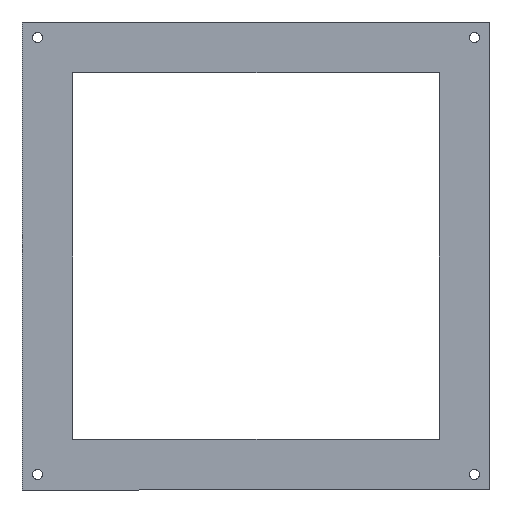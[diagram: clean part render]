
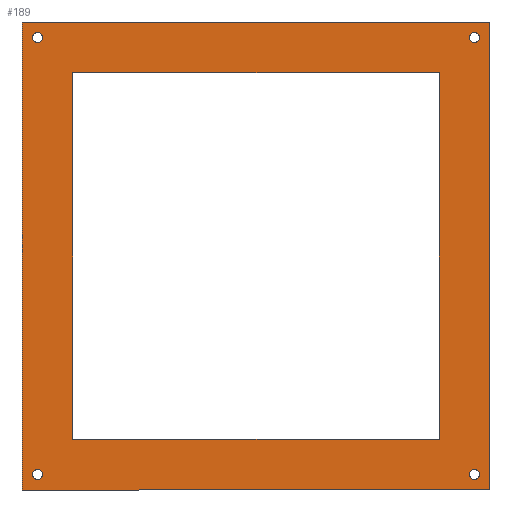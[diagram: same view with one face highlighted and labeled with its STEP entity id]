
A CAD part, front view. The second image highlights one B-rep face of the part: STEP entity #189.
In plain terms, the highlighted planar face has unit normal (0, -1, 0).
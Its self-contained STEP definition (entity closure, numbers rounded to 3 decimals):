
#18 = DIRECTION ( 'NONE',  ( 0., 1., 0. ) ) ;
#20 = VECTOR ( 'NONE', #371, 1000. ) ;
#30 = DIRECTION ( 'NONE',  ( 0., 0., 1. ) ) ;
#42 = FACE_BOUND ( 'NONE', #286, .T. ) ;
#44 = CARTESIAN_POINT ( 'NONE',  ( 10., 0., -286.75 ) ) ;
#52 = EDGE_CURVE ( 'NONE', #183, #365, #137, .T. ) ;
#53 = CARTESIAN_POINT ( 'NONE',  ( 290., 0., -286.75 ) ) ;
#55 = VERTEX_POINT ( 'NONE', #141 ) ;
#58 = ORIENTED_EDGE ( 'NONE', *, *, #268, .T. ) ;
#63 = CARTESIAN_POINT ( 'NONE',  ( 300., 0., 0. ) ) ;
#65 = LINE ( 'NONE', #599, #493 ) ;
#67 = ORIENTED_EDGE ( 'NONE', *, *, #52, .T. ) ;
#74 = CIRCLE ( 'NONE', #508, 3.25 ) ;
#77 = ORIENTED_EDGE ( 'NONE', *, *, #675, .T. ) ;
#88 = CARTESIAN_POINT ( 'NONE',  ( 0., 0., -300. ) ) ;
#93 = CARTESIAN_POINT ( 'NONE',  ( 0., 0., 0. ) ) ;
#107 = FACE_BOUND ( 'NONE', #524, .T. ) ;
#114 = LINE ( 'NONE', #698, #479 ) ;
#117 = DIRECTION ( 'NONE',  ( 1., 0., 0. ) ) ;
#119 = DIRECTION ( 'NONE',  ( -1., 0., 0. ) ) ;
#131 = EDGE_CURVE ( 'NONE', #488, #742, #718, .T. ) ;
#137 = LINE ( 'NONE', #491, #20 ) ;
#141 = CARTESIAN_POINT ( 'NONE',  ( 0., 0., -300. ) ) ;
#145 = AXIS2_PLACEMENT_3D ( 'NONE', #93, #168, #460 ) ;
#154 = VERTEX_POINT ( 'NONE', #632 ) ;
#155 = DIRECTION ( 'NONE',  ( 0., 1., 0. ) ) ;
#157 = ORIENTED_EDGE ( 'NONE', *, *, #537, .T. ) ;
#161 = VECTOR ( 'NONE', #737, 1000. ) ;
#163 = CARTESIAN_POINT ( 'NONE',  ( 0., 0., 0. ) ) ;
#164 = FACE_BOUND ( 'NONE', #756, .T. ) ;
#168 = DIRECTION ( 'NONE',  ( 0., 1., 0. ) ) ;
#173 = CIRCLE ( 'NONE', #604, 3.25 ) ;
#183 = VERTEX_POINT ( 'NONE', #338 ) ;
#189 = ADVANCED_FACE ( 'NONE', ( #164, #42, #680, #107, #623, #345 ), #281, .F. ) ;
#194 = CARTESIAN_POINT ( 'NONE',  ( 290., 0., -293.25 ) ) ;
#199 = VECTOR ( 'NONE', #332, 1000. ) ;
#211 = DIRECTION ( 'NONE',  ( 0., 1., 0. ) ) ;
#212 = AXIS2_PLACEMENT_3D ( 'NONE', #351, #595, #711 ) ;
#214 = CARTESIAN_POINT ( 'NONE',  ( 32.5, 0., -32.5 ) ) ;
#225 = CIRCLE ( 'NONE', #736, 3.25 ) ;
#227 = ORIENTED_EDGE ( 'NONE', *, *, #404, .T. ) ;
#233 = VERTEX_POINT ( 'NONE', #587 ) ;
#242 = DIRECTION ( 'NONE',  ( 0., 0., 1. ) ) ;
#248 = CARTESIAN_POINT ( 'NONE',  ( 10., 0., -10. ) ) ;
#262 = ORIENTED_EDGE ( 'NONE', *, *, #272, .T. ) ;
#265 = EDGE_CURVE ( 'NONE', #327, #672, #294, .T. ) ;
#268 = EDGE_CURVE ( 'NONE', #233, #551, #74, .T. ) ;
#272 = EDGE_CURVE ( 'NONE', #496, #380, #441, .T. ) ;
#275 = AXIS2_PLACEMENT_3D ( 'NONE', #746, #155, #622 ) ;
#281 = PLANE ( 'NONE',  #145 ) ;
#286 = EDGE_LOOP ( 'NONE', ( #456, #157 ) ) ;
#288 = CARTESIAN_POINT ( 'NONE',  ( 32.5, 0., 0. ) ) ;
#294 = LINE ( 'NONE', #63, #571 ) ;
#300 = ORIENTED_EDGE ( 'NONE', *, *, #540, .T. ) ;
#308 = AXIS2_PLACEMENT_3D ( 'NONE', #583, #532, #465 ) ;
#312 = CARTESIAN_POINT ( 'NONE',  ( 290., 0., -290. ) ) ;
#325 = LINE ( 'NONE', #560, #161 ) ;
#327 = VERTEX_POINT ( 'NONE', #640 ) ;
#332 = DIRECTION ( 'NONE',  ( 1., 0., 0. ) ) ;
#338 = CARTESIAN_POINT ( 'NONE',  ( 267.5, 0., -32.5 ) ) ;
#340 = LINE ( 'NONE', #88, #199 ) ;
#342 = ORIENTED_EDGE ( 'NONE', *, *, #753, .T. ) ;
#344 = CARTESIAN_POINT ( 'NONE',  ( 10., 0., -293.25 ) ) ;
#345 = FACE_OUTER_BOUND ( 'NONE', #452, .T. ) ;
#347 = ORIENTED_EDGE ( 'NONE', *, *, #617, .T. ) ;
#349 = EDGE_CURVE ( 'NONE', #365, #154, #114, .T. ) ;
#351 = CARTESIAN_POINT ( 'NONE',  ( 290., 0., -10. ) ) ;
#360 = CIRCLE ( 'NONE', #308, 3.25 ) ;
#363 = ORIENTED_EDGE ( 'NONE', *, *, #400, .T. ) ;
#365 = VERTEX_POINT ( 'NONE', #760 ) ;
#371 = DIRECTION ( 'NONE',  ( 0., 0., -1. ) ) ;
#375 = EDGE_LOOP ( 'NONE', ( #227, #58 ) ) ;
#380 = VERTEX_POINT ( 'NONE', #438 ) ;
#400 = EDGE_CURVE ( 'NONE', #742, #488, #475, .T. ) ;
#404 = EDGE_CURVE ( 'NONE', #551, #233, #225, .T. ) ;
#405 = EDGE_CURVE ( 'NONE', #644, #55, #65, .T. ) ;
#427 = CARTESIAN_POINT ( 'NONE',  ( 10., 0., -10. ) ) ;
#429 = ORIENTED_EDGE ( 'NONE', *, *, #405, .T. ) ;
#431 = DIRECTION ( 'NONE',  ( 0., 1., 0. ) ) ;
#438 = CARTESIAN_POINT ( 'NONE',  ( 290., 0., -6.75 ) ) ;
#440 = ORIENTED_EDGE ( 'NONE', *, *, #131, .T. ) ;
#441 = CIRCLE ( 'NONE', #212, 3.25 ) ;
#452 = EDGE_LOOP ( 'NONE', ( #347, #745, #596, #429 ) ) ;
#456 = ORIENTED_EDGE ( 'NONE', *, *, #722, .T. ) ;
#460 = DIRECTION ( 'NONE',  ( 0., 0., 1. ) ) ;
#465 = DIRECTION ( 'NONE',  ( 0., 0., 1. ) ) ;
#469 = DIRECTION ( 'NONE',  ( 0., 0., 1. ) ) ;
#475 = CIRCLE ( 'NONE', #489, 3.25 ) ;
#476 = LINE ( 'NONE', #651, #556 ) ;
#479 = VECTOR ( 'NONE', #119, 1000. ) ;
#488 = VERTEX_POINT ( 'NONE', #194 ) ;
#489 = AXIS2_PLACEMENT_3D ( 'NONE', #312, #431, #674 ) ;
#491 = CARTESIAN_POINT ( 'NONE',  ( 267.5, 0., 0. ) ) ;
#492 = ORIENTED_EDGE ( 'NONE', *, *, #349, .T. ) ;
#493 = VECTOR ( 'NONE', #497, 1000. ) ;
#496 = VERTEX_POINT ( 'NONE', #552 ) ;
#497 = DIRECTION ( 'NONE',  ( 0., 0., -1. ) ) ;
#508 = AXIS2_PLACEMENT_3D ( 'NONE', #248, #533, #242 ) ;
#519 = CARTESIAN_POINT ( 'NONE',  ( 10., 0., -6.75 ) ) ;
#524 = EDGE_LOOP ( 'NONE', ( #300, #262 ) ) ;
#532 = DIRECTION ( 'NONE',  ( 0., 1., 0. ) ) ;
#533 = DIRECTION ( 'NONE',  ( 0., 1., 0. ) ) ;
#537 = EDGE_CURVE ( 'NONE', #706, #538, #173, .T. ) ;
#538 = VERTEX_POINT ( 'NONE', #44 ) ;
#540 = EDGE_CURVE ( 'NONE', #380, #496, #724, .T. ) ;
#551 = VERTEX_POINT ( 'NONE', #519 ) ;
#552 = CARTESIAN_POINT ( 'NONE',  ( 290., 0., -13.25 ) ) ;
#556 = VECTOR ( 'NONE', #117, 1000. ) ;
#558 = VERTEX_POINT ( 'NONE', #214 ) ;
#560 = CARTESIAN_POINT ( 'NONE',  ( 0., 0., 0. ) ) ;
#563 = EDGE_CURVE ( 'NONE', #644, #327, #325, .T. ) ;
#571 = VECTOR ( 'NONE', #705, 1000. ) ;
#572 = CARTESIAN_POINT ( 'NONE',  ( 300., 0., -300. ) ) ;
#583 = CARTESIAN_POINT ( 'NONE',  ( 10., 0., -290. ) ) ;
#587 = CARTESIAN_POINT ( 'NONE',  ( 10., 0., -13.25 ) ) ;
#590 = LINE ( 'NONE', #288, #631 ) ;
#595 = DIRECTION ( 'NONE',  ( 0., 1., 0. ) ) ;
#596 = ORIENTED_EDGE ( 'NONE', *, *, #563, .F. ) ;
#599 = CARTESIAN_POINT ( 'NONE',  ( 0., 0., 0. ) ) ;
#604 = AXIS2_PLACEMENT_3D ( 'NONE', #686, #732, #30 ) ;
#617 = EDGE_CURVE ( 'NONE', #55, #672, #340, .T. ) ;
#622 = DIRECTION ( 'NONE',  ( 0., 0., 1. ) ) ;
#623 = FACE_BOUND ( 'NONE', #375, .T. ) ;
#631 = VECTOR ( 'NONE', #469, 1000. ) ;
#632 = CARTESIAN_POINT ( 'NONE',  ( 32.5, 0., -267.5 ) ) ;
#637 = EDGE_LOOP ( 'NONE', ( #363, #440 ) ) ;
#640 = CARTESIAN_POINT ( 'NONE',  ( 300., 0., 0. ) ) ;
#644 = VERTEX_POINT ( 'NONE', #163 ) ;
#651 = CARTESIAN_POINT ( 'NONE',  ( 0., 0., -32.5 ) ) ;
#665 = DIRECTION ( 'NONE',  ( 0., 0., 1. ) ) ;
#672 = VERTEX_POINT ( 'NONE', #572 ) ;
#674 = DIRECTION ( 'NONE',  ( 0., 0., 1. ) ) ;
#675 = EDGE_CURVE ( 'NONE', #154, #558, #590, .T. ) ;
#680 = FACE_BOUND ( 'NONE', #637, .T. ) ;
#686 = CARTESIAN_POINT ( 'NONE',  ( 10., 0., -290. ) ) ;
#694 = CARTESIAN_POINT ( 'NONE',  ( 290., 0., -290. ) ) ;
#698 = CARTESIAN_POINT ( 'NONE',  ( 0., 0., -267.5 ) ) ;
#705 = DIRECTION ( 'NONE',  ( 0., 0., -1. ) ) ;
#706 = VERTEX_POINT ( 'NONE', #344 ) ;
#711 = DIRECTION ( 'NONE',  ( 0., 0., 1. ) ) ;
#718 = CIRCLE ( 'NONE', #743, 3.25 ) ;
#722 = EDGE_CURVE ( 'NONE', #538, #706, #360, .T. ) ;
#724 = CIRCLE ( 'NONE', #275, 3.25 ) ;
#732 = DIRECTION ( 'NONE',  ( 0., 1., 0. ) ) ;
#733 = DIRECTION ( 'NONE',  ( 0., 0., 1. ) ) ;
#736 = AXIS2_PLACEMENT_3D ( 'NONE', #427, #18, #665 ) ;
#737 = DIRECTION ( 'NONE',  ( 1., 0., 0. ) ) ;
#742 = VERTEX_POINT ( 'NONE', #53 ) ;
#743 = AXIS2_PLACEMENT_3D ( 'NONE', #694, #211, #733 ) ;
#745 = ORIENTED_EDGE ( 'NONE', *, *, #265, .F. ) ;
#746 = CARTESIAN_POINT ( 'NONE',  ( 290., 0., -10. ) ) ;
#753 = EDGE_CURVE ( 'NONE', #558, #183, #476, .T. ) ;
#756 = EDGE_LOOP ( 'NONE', ( #492, #77, #342, #67 ) ) ;
#760 = CARTESIAN_POINT ( 'NONE',  ( 267.5, 0., -267.5 ) ) ;
